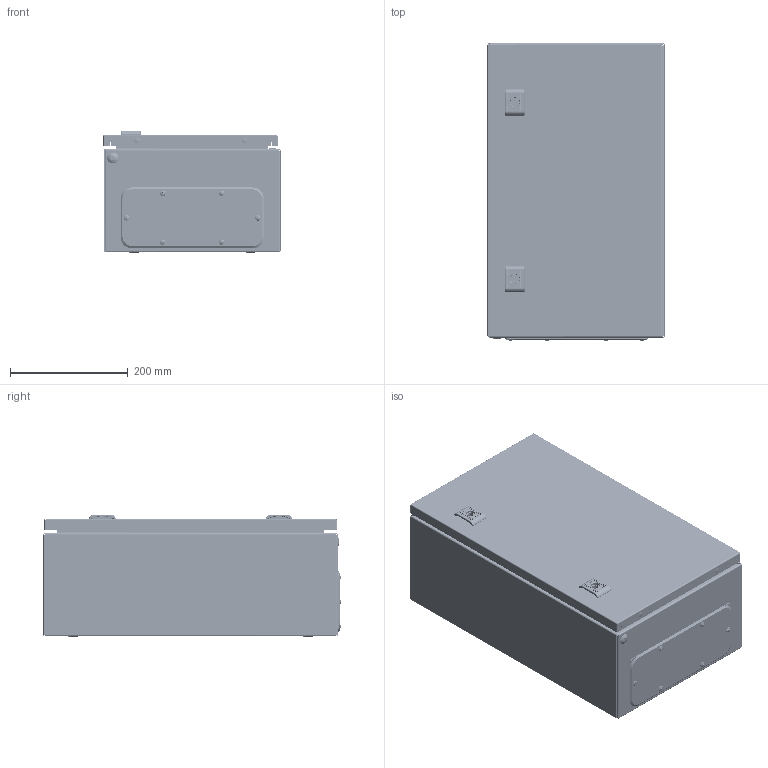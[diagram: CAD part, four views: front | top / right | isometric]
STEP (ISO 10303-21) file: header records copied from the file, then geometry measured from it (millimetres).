
FILE_DESCRIPTION (( 'STEP AP203' ), '1' );
FILE_NAME ('500x300x200.STEP', '2014-10-17T08:01:29', ( '' ), ( '' ), 'SwSTEP 2.0', 'SolidWorks 2014', '' );
FILE_SCHEMA (( 'CONFIG_CONTROL_DESIGN' ));
Length unit declared in the file: millimetre
Products named in the file (34): CERNIERA SALDATA; land; Inserto a doppio pettine AC00C443_AC00C343; Oval Head Sheet Metal Screw_DIN_12222; sealant for door CE_500x300; end-cap_AC00C061; Linguetta CE_handle CE; SubAssem_Flange_SubAssem_Flange_CB01C277; SubAssem door ST_0500å0300 CB02C382; End-cup AC00C383; Hex Flange Bolt Small_ISO_ISO 4162 - M6 x 12 x 12-S; land Ì6õ20; Perno AC00C401_AC00C401; End-cup AC00C317; AC00C348; Plate M4; Mounting plates ST 1.8mm BD=3.20 REV.1 2_500å300; AC00C316_AC00C316; Sealant AC00356; Countersunk Flat Head Cross Recess Screw_DIN_ISO 7046-1 - M4 x 8 - Z --- 8S; Hex Flange Nut_AM_B18.2.2.4M - Hex flange nut, M6 x 1 --N; Flange ST_CB01C277; Handle small door; Corpi_Scatola new_Corpo_0500x0300x200; Subassieme_Corpo_e_Fondo_SubAssCorpo_Fondo_0500x0300x200; Remote hub; MOLLA AC00C344_AC00C344; Cerniera_CE; Dead door ST_500x300; 500x300x200; End-cup AC00C112; Fondi 2_Fondo_0500x0300; BASETTA ESTERNA PER BOX AC00C503_AC00C503; Sealant for flange 2_‘‚01‘277
Assembly tree (75 placements, depth 4):
  500x300x200
    Subassieme_Corpo_e_Fondo_SubAssCorpo_Fondo_0500x0300x200
      Corpi_Scatola new_Corpo_0500x0300x200
      Cerniera_CE  x2
      Fondi 2_Fondo_0500x0300
      land  x4
      end-cap_AC00C061  x2
      End-cup AC00C383  x2
      End-cup AC00C317  x4
      AC00C316_AC00C316
      SubAssem_Flange_SubAssem_Flange_CB01C277
        Flange ST_CB01C277
        Sealant for flange 2_‘‚01‘277
        Oval Head Sheet Metal Screw_DIN_12222  x6
      land Ì6õ20  x4
      Plate M4  x2
      Countersunk Flat Head Cross Recess Screw_DIN_ISO 7046-1 - M4 x 8 - Z --- 8S  x4
    SubAssem door ST_0500å0300 CB02C382
      Dead door ST_500x300
      Handle small door  x2
        BASETTA ESTERNA PER BOX AC00C503_AC00C503
        Inserto a doppio pettine AC00C443_AC00C343
        Linguetta CE_handle CE
        Hex Flange Bolt Small_ISO_ISO 4162 - M6 x 12 x 12-S
        AC00C348
        Sealant AC00356
      MOLLA AC00C344_AC00C344  x2
      End-cup AC00C112  x4
      CERNIERA SALDATA  x2
      land  x4
      end-cap_AC00C061  x4
      sealant for door CE_500x300
    Perno AC00C401_AC00C401  x2
    Mounting plates ST 1.8mm BD=3.20 REV.1 2_500å300
    Hex Flange Nut_AM_B18.2.2.4M - Hex flange nut, M6 x 1 --N  x4
    Remote hub  x4
Bounding box: 300.67 x 505.03 x 207.73 mm (x, y, z)
Volume: 1248500.6 mm3; surface area: 1758467.4 mm2
Topology: 88 solids, 88 shells, 9756 faces, 26832 edges, 17542 vertices
Faces by surface type: bspline 4510, plane 2315, cylinder 2107, cone 618, torus 176, sphere 30
Entity records: 380021 total; most frequent: CARTESIAN_POINT 295201, ORIENTED_EDGE 18940, DIRECTION 13386, EDGE_CURVE 9470, VERTEX_POINT 6114, VECTOR 4610, LINE 4610, AXIS2_PLACEMENT_3D 4388
